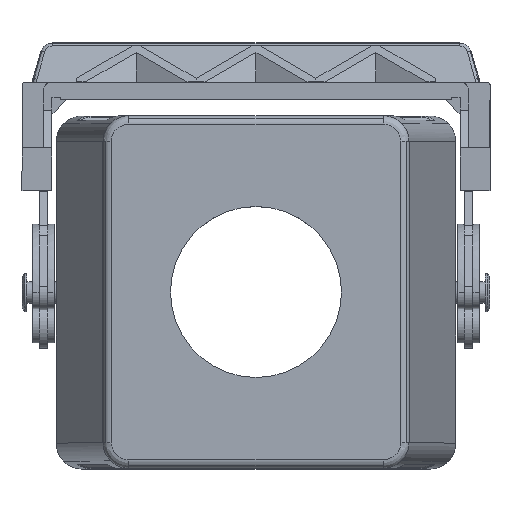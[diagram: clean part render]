
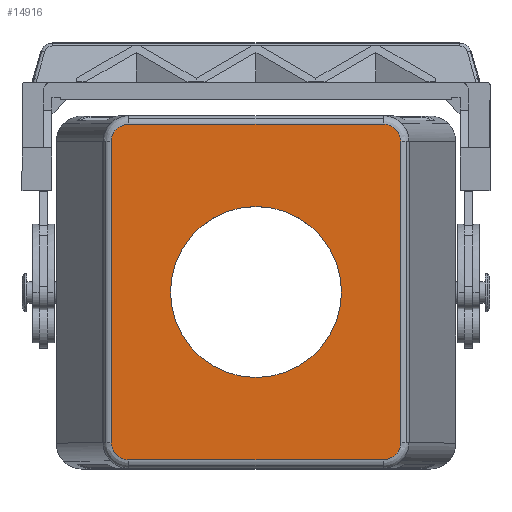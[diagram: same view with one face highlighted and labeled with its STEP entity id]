
A CAD part, top view. The second image highlights one B-rep face of the part: STEP entity #14916.
In plain terms, the highlighted planar face has unit normal (0, 0, 1).
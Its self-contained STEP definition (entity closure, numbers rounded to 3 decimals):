
#2250=CARTESIAN_POINT('',(0.0,-20.0,91.));
#2251=VERTEX_POINT('',#2250);
#2267=CARTESIAN_POINT('',(0.,20.0,91.));
#2268=VERTEX_POINT('',#2267);
#2275=CARTESIAN_POINT('',(0.0,0.,91.));
#2276=DIRECTION('',(0.0,0.0,-1.0));
#2277=DIRECTION('',(0.0,-1.0,0.0));
#2278=AXIS2_PLACEMENT_3D('',#2275,#2276,#2277);
#2279=CIRCLE('',#2278,20.0);
#2280=EDGE_CURVE('',#2251,#2268,#2279,.T.);
#4264=CARTESIAN_POINT('',(33.835,35.25,91.));
#4265=VERTEX_POINT('',#4264);
#4273=CARTESIAN_POINT('',(33.835,-35.25,91.));
#4274=VERTEX_POINT('',#4273);
#4275=CARTESIAN_POINT('',(33.835,35.25,91.));
#4276=DIRECTION('',(0.0,-1.0,0.0));
#4277=VECTOR('',#4276,70.5);
#4278=LINE('',#4275,#4277);
#4279=EDGE_CURVE('',#4265,#4274,#4278,.T.);
#14611=CARTESIAN_POINT('',(-29.768,-39.25,91.));
#14612=VERTEX_POINT('',#14611);
#14620=CARTESIAN_POINT('',(-33.835,-35.25,91.));
#14621=VERTEX_POINT('',#14620);
#14622=CARTESIAN_POINT('',(-29.768,-35.25,91.));
#14623=DIRECTION('',(0.0,0.0,-1.0));
#14624=DIRECTION('',(-1.0,0.0,0.0));
#14625=AXIS2_PLACEMENT_3D('',#14622,#14623,#14624);
#14626=ELLIPSE('',#14625,4.067,4.);
#14627=EDGE_CURVE('',#14612,#14621,#14626,.T.);
#14655=CARTESIAN_POINT('',(-33.835,35.25,91.));
#14656=VERTEX_POINT('',#14655);
#14657=CARTESIAN_POINT('',(-33.835,-35.25,91.));
#14658=DIRECTION('',(0.0,1.0,0.0));
#14659=VECTOR('',#14658,70.5);
#14660=LINE('',#14657,#14659);
#14661=EDGE_CURVE('',#14621,#14656,#14660,.T.);
#14679=CARTESIAN_POINT('',(-29.768,39.25,91.));
#14680=VERTEX_POINT('',#14679);
#14688=CARTESIAN_POINT('',(29.768,39.25,91.));
#14689=VERTEX_POINT('',#14688);
#14690=CARTESIAN_POINT('',(-29.768,39.25,91.));
#14691=DIRECTION('',(1.0,0.0,0.0));
#14692=VECTOR('',#14691,59.535);
#14693=LINE('',#14690,#14692);
#14694=EDGE_CURVE('',#14680,#14689,#14693,.T.);
#14769=CARTESIAN_POINT('',(-29.768,35.25,91.));
#14770=DIRECTION('',(0.0,0.0,-1.0));
#14771=DIRECTION('',(-1.0,0.0,0.0));
#14772=AXIS2_PLACEMENT_3D('',#14769,#14770,#14771);
#14773=ELLIPSE('',#14772,4.067,4.0);
#14774=EDGE_CURVE('',#14656,#14680,#14773,.T.);
#14785=CARTESIAN_POINT('',(29.768,-39.25,91.));
#14786=VERTEX_POINT('',#14785);
#14794=CARTESIAN_POINT('',(29.768,-39.25,91.));
#14795=DIRECTION('',(-1.0,0.0,0.0));
#14796=VECTOR('',#14795,59.535);
#14797=LINE('',#14794,#14796);
#14798=EDGE_CURVE('',#14786,#14612,#14797,.T.);
#14875=CARTESIAN_POINT('',(29.768,-35.25,91.));
#14876=DIRECTION('',(0.0,0.0,-1.0));
#14877=DIRECTION('',(1.0,0.0,0.0));
#14878=AXIS2_PLACEMENT_3D('',#14875,#14876,#14877);
#14879=ELLIPSE('',#14878,4.067,4.);
#14880=EDGE_CURVE('',#4274,#14786,#14879,.T.);
#14885=CARTESIAN_POINT('',(35.5,0.0,91.));
#14886=DIRECTION('',(0.0,0.0,1.0));
#14887=DIRECTION('',(1.0,0.0,0.0));
#14888=AXIS2_PLACEMENT_3D('',#14885,#14886,#14887);
#14889=PLANE('',#14888);
#14890=CARTESIAN_POINT('',(29.768,35.25,91.));
#14891=DIRECTION('',(0.0,0.0,-1.0));
#14892=DIRECTION('',(1.0,0.0,0.0));
#14893=AXIS2_PLACEMENT_3D('',#14890,#14891,#14892);
#14894=ELLIPSE('',#14893,4.067,4.);
#14895=EDGE_CURVE('',#14689,#4265,#14894,.T.);
#14896=ORIENTED_EDGE('',*,*,#14895,.F.);
#14897=ORIENTED_EDGE('',*,*,#14694,.F.);
#14898=ORIENTED_EDGE('',*,*,#14774,.F.);
#14899=ORIENTED_EDGE('',*,*,#14661,.F.);
#14900=ORIENTED_EDGE('',*,*,#14627,.F.);
#14901=ORIENTED_EDGE('',*,*,#14798,.F.);
#14902=ORIENTED_EDGE('',*,*,#14880,.F.);
#14903=ORIENTED_EDGE('',*,*,#4279,.F.);
#14904=EDGE_LOOP('',(#14896,#14897,#14898,#14899,#14900,#14901,#14902,#14903));
#14905=FACE_OUTER_BOUND('',#14904,.T.);
#14906=ORIENTED_EDGE('',*,*,#2280,.T.);
#14907=CARTESIAN_POINT('',(0.0,0.,91.));
#14908=DIRECTION('',(0.0,0.0,-1.0));
#14909=DIRECTION('',(0.0,-1.0,0.0));
#14910=AXIS2_PLACEMENT_3D('',#14907,#14908,#14909);
#14911=CIRCLE('',#14910,20.0);
#14912=EDGE_CURVE('',#2268,#2251,#14911,.T.);
#14913=ORIENTED_EDGE('',*,*,#14912,.T.);
#14914=EDGE_LOOP('',(#14906,#14913));
#14915=FACE_BOUND('',#14914,.T.);
#14916=ADVANCED_FACE('',(#14905,#14915),#14889,.T.);
